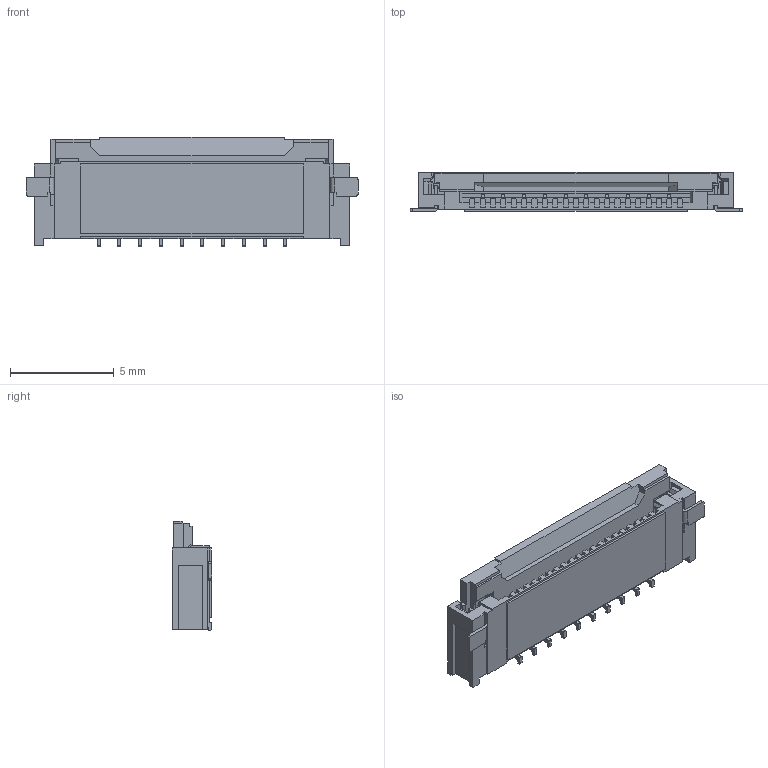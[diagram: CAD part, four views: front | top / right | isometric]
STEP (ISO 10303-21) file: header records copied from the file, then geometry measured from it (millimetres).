
FILE_DESCRIPTION(('STEP AP242'),'1');
FILE_NAME('2005280100.stp','2024-06-20T18:31:31',('TraceParts'),('TraceParts S.A.'),'Spatial InterOp 3D',' ',' ');
FILE_SCHEMA(('AP242_MANAGED_MODEL_BASED_3D_ENGINEERING_MIM_LF {1 0 10303 442 1 1 4}'));
Length unit declared in the file: millimetre
Products named in the file (1): 2005280100_1
Bounding box: 16 x 1.9 x 5.3 mm (x, y, z)
Volume: 89 mm3; surface area: 358.6 mm2
Topology: 1 solids, 1 shells, 757 faces, 2312 edges, 1586 vertices
Faces by surface type: plane 699, cylinder 58
Entity records: 25450 total; most frequent: CARTESIAN_POINT 4625, ORIENTED_EDGE 4528, DIRECTION 3962, EDGE_CURVE 2264, LINE 2168, VECTOR 2168, VERTEX_POINT 1490, AXIS2_PLACEMENT_3D 897
